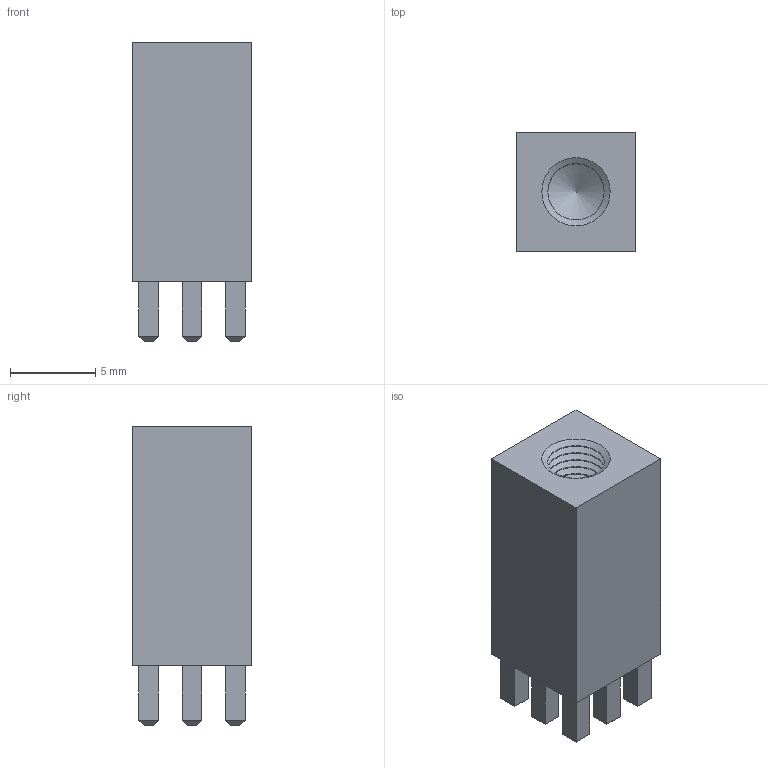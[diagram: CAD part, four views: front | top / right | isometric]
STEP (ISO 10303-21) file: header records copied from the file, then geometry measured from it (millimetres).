
FILE_DESCRIPTION(/* description */ (''),/* implementation_level */ '2;1');
FILE_NAME(/* name */ 'WURTH_98204.stp',/* time_stamp */ '2017-01-13T09:21:56+01:00',/* author */ ('riccim'),/* organization */ ('SolidWorks'),/* preprocessor_version */ 'ST-DEVELOPER v15.5',/* originating_system */ 'AutoCAD Mechanical',/* authorisation */ ' ');
FILE_SCHEMA (('AUTOMOTIVE_DESIGN { 1 0 10303 214 3 1 1 }'));
Length unit declared in the file: millimetre
Products named in the file (1): Product
Bounding box: 7 x 7 x 17.5 mm (x, y, z)
Volume: 640.4 mm3; surface area: 781.4 mm2
Topology: 1 solids, 1 shells, 135 faces, 289 edges, 166 vertices
Faces by surface type: plane 88, cone 31, cylinder 16
Full cylindrical faces by diameter (mm): 3.3 x16
Entity records: 3290 total; most frequent: DIRECTION 560, CARTESIAN_POINT 540, ORIENTED_EDGE 480, EDGE_CURVE 240, LINE 192, VECTOR 192, EDGE_LOOP 192, AXIS2_PLACEMENT_3D 184
